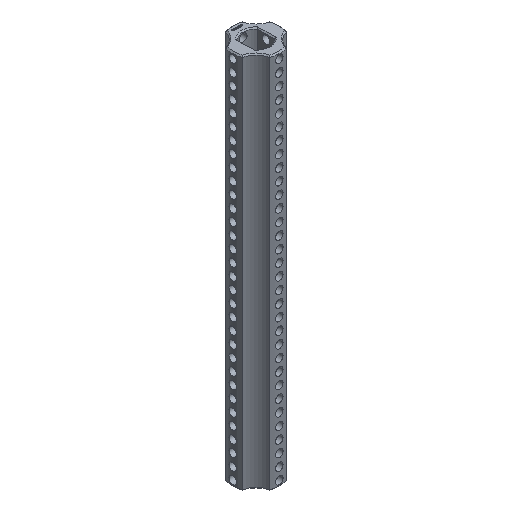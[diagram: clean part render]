
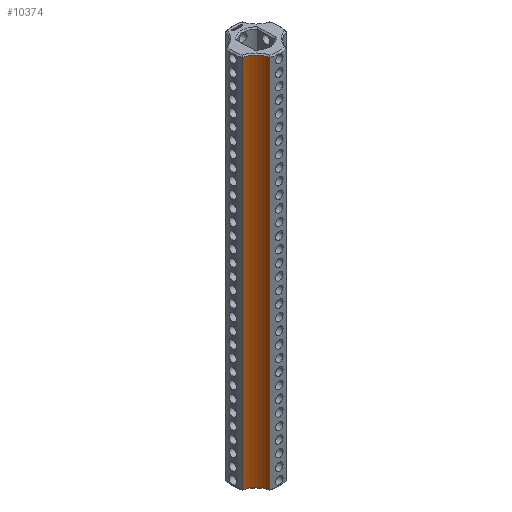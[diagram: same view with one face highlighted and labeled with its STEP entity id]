
A CAD part, isometric view. The second image highlights one B-rep face of the part: STEP entity #10374.
In plain terms, the highlighted cylindrical face has radius 5 mm (diameter 10 mm), a partial arc.
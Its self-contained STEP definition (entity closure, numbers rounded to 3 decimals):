
#3385 = EDGE_CURVE('',#3386,#3388,#3390,.T.);
#3386 = VERTEX_POINT('',#3387);
#3387 = CARTESIAN_POINT('',(-2.225,-5.841,0.3));
#3388 = VERTEX_POINT('',#3389);
#3389 = CARTESIAN_POINT('',(-2.225,-5.841,99.7));
#3390 = LINE('',#3391,#3392);
#3391 = CARTESIAN_POINT('',(-2.225,-5.841,0.));
#3392 = VECTOR('',#3393,1.);
#3393 = DIRECTION('',(0.,0.,1.));
#10374 = ADVANCED_FACE('',(#10375),#10402,.F.);
#10375 = FACE_BOUND('',#10376,.T.);
#10376 = EDGE_LOOP('',(#10377,#10378,#10387,#10395));
#10377 = ORIENTED_EDGE('',*,*,#3385,.T.);
#10378 = ORIENTED_EDGE('',*,*,#10379,.T.);
#10379 = EDGE_CURVE('',#3388,#10380,#10382,.T.);
#10380 = VERTEX_POINT('',#10381);
#10381 = CARTESIAN_POINT('',(-5.841,-2.225,99.7));
#10382 = CIRCLE('',#10383,5.);
#10383 = AXIS2_PLACEMENT_3D('',#10384,#10385,#10386);
#10384 = CARTESIAN_POINT('',(-7.071,-7.071,99.7));
#10385 = DIRECTION('',(0.,-0.,1.));
#10386 = DIRECTION('',(0.969,0.246,0.));
#10387 = ORIENTED_EDGE('',*,*,#10388,.F.);
#10388 = EDGE_CURVE('',#10389,#10380,#10391,.T.);
#10389 = VERTEX_POINT('',#10390);
#10390 = CARTESIAN_POINT('',(-5.841,-2.225,0.3));
#10391 = LINE('',#10392,#10393);
#10392 = CARTESIAN_POINT('',(-5.841,-2.225,0.));
#10393 = VECTOR('',#10394,1.);
#10394 = DIRECTION('',(0.,0.,1.));
#10395 = ORIENTED_EDGE('',*,*,#10396,.F.);
#10396 = EDGE_CURVE('',#3386,#10389,#10397,.T.);
#10397 = CIRCLE('',#10398,5.);
#10398 = AXIS2_PLACEMENT_3D('',#10399,#10400,#10401);
#10399 = CARTESIAN_POINT('',(-7.071,-7.071,0.3));
#10400 = DIRECTION('',(0.,-0.,1.));
#10401 = DIRECTION('',(0.969,0.246,0.));
#10402 = CYLINDRICAL_SURFACE('',#10403,5.);
#10403 = AXIS2_PLACEMENT_3D('',#10404,#10405,#10406);
#10404 = CARTESIAN_POINT('',(-7.071,-7.071,0.));
#10405 = DIRECTION('',(-0.,-0.,-1.));
#10406 = DIRECTION('',(1.,0.,0.));
